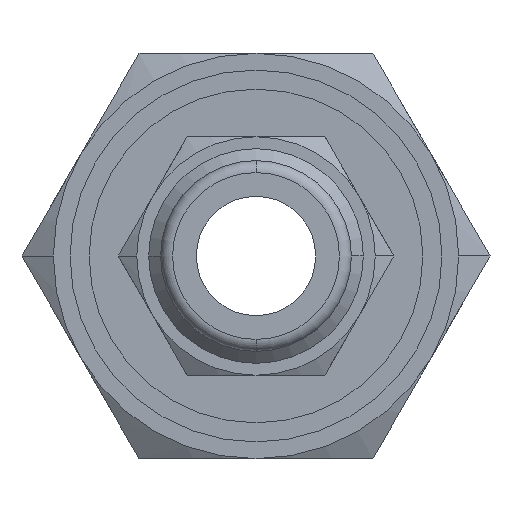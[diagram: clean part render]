
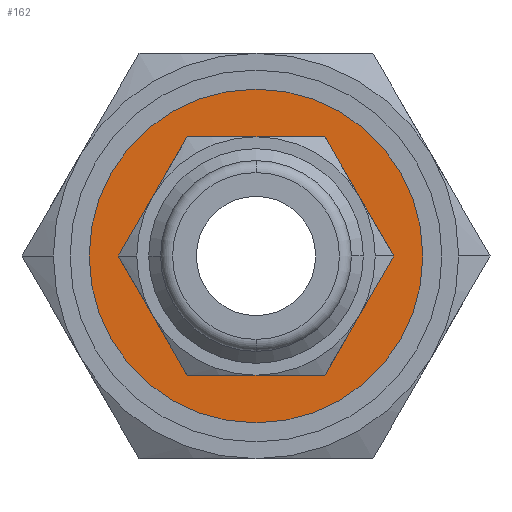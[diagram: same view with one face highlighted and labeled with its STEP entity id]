
A CAD part, front view. The second image highlights one B-rep face of the part: STEP entity #162.
In plain terms, the highlighted planar face has unit normal (0, -1, 0).
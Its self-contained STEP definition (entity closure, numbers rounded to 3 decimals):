
#162=ADVANCED_FACE('',(#372,#373),#374,.T.);
#372=FACE_OUTER_BOUND('',#627,.T.);
#373=FACE_BOUND('',#628,.T.);
#374=PLANE('',#629);
#627=EDGE_LOOP('',(#1032,#1033));
#628=EDGE_LOOP('',(#1034,#1035));
#629=AXIS2_PLACEMENT_3D('',#1036,#1037,#1038);
#1032=ORIENTED_EDGE('',*,*,#1510,.T.);
#1033=ORIENTED_EDGE('',*,*,#1589,.T.);
#1034=ORIENTED_EDGE('',*,*,#1559,.F.);
#1035=ORIENTED_EDGE('',*,*,#1590,.F.);
#1036=CARTESIAN_POINT('',(0.0,23.5,0.0));
#1037=DIRECTION('',(0.0,-1.0,0.0));
#1038=DIRECTION('',(-1.0,0.0,0.0));
#1510=EDGE_CURVE('',#1802,#1807,#1809,.T.);
#1559=EDGE_CURVE('',#1884,#1880,#1886,.T.);
#1589=EDGE_CURVE('',#1807,#1802,#1927,.T.);
#1590=EDGE_CURVE('',#1880,#1884,#1928,.T.);
#1802=VERTEX_POINT('',#2308);
#1807=VERTEX_POINT('',#2314);
#1809=CIRCLE('',#2317,7.0);
#1880=VERTEX_POINT('',#2477);
#1884=VERTEX_POINT('',#2482);
#1886=CIRCLE('',#2485,4.5);
#1927=CIRCLE('',#2593,7.0);
#1928=CIRCLE('',#2594,4.5);
#2308=CARTESIAN_POINT('',(7.0,23.5,0.0));
#2314=CARTESIAN_POINT('',(-7.0,23.5,0.));
#2317=AXIS2_PLACEMENT_3D('',#3055,#3056,#3057);
#2477=CARTESIAN_POINT('',(4.5,23.5,0.));
#2482=CARTESIAN_POINT('',(-4.5,23.5,0.));
#2485=AXIS2_PLACEMENT_3D('',#3123,#3124,#3125);
#2593=AXIS2_PLACEMENT_3D('',#3172,#3173,#3174);
#2594=AXIS2_PLACEMENT_3D('',#3175,#3176,#3177);
#3055=CARTESIAN_POINT('',(0.0,23.5,0.0));
#3056=DIRECTION('',(0.0,-1.0,0.0));
#3057=DIRECTION('',(1.0,0.0,0.0));
#3123=CARTESIAN_POINT('',(0.0,23.5,0.0));
#3124=DIRECTION('',(0.0,-1.0,0.0));
#3125=DIRECTION('',(1.0,0.0,0.0));
#3172=CARTESIAN_POINT('',(0.0,23.5,0.0));
#3173=DIRECTION('',(0.0,-1.0,0.0));
#3174=DIRECTION('',(1.0,0.0,0.0));
#3175=CARTESIAN_POINT('',(0.0,23.5,0.0));
#3176=DIRECTION('',(0.0,-1.0,0.0));
#3177=DIRECTION('',(1.0,0.0,0.0));
